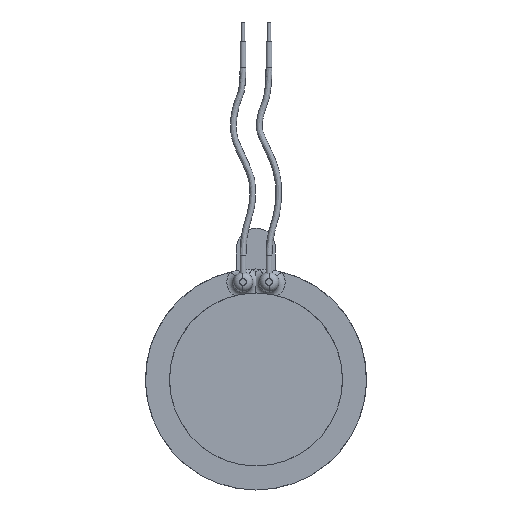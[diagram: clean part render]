
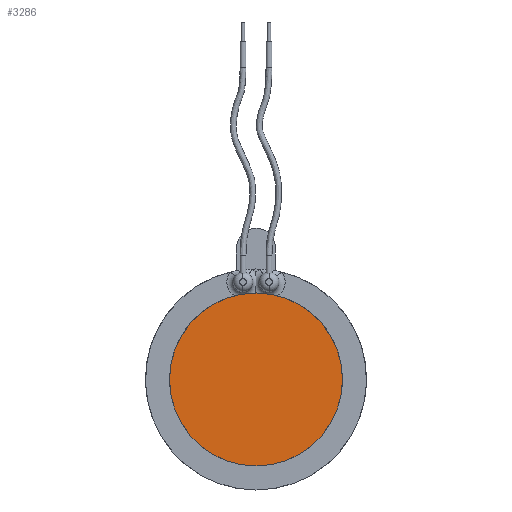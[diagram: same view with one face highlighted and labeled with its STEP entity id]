
A CAD part, front view. The second image highlights one B-rep face of the part: STEP entity #3286.
In plain terms, the highlighted planar face has unit normal (0, -1, 0).
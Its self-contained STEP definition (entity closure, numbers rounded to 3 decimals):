
#214 = AXIS2_PLACEMENT_3D ( 'NONE', #1706, #1446, #1417 ) ;
#330 = CIRCLE ( 'NONE', #687, 6.65 ) ;
#377 = DIRECTION ( 'NONE',  ( 0., -1., 0. ) ) ;
#459 = EDGE_CURVE ( 'NONE', #2621, #2403, #918, .T. ) ;
#687 = AXIS2_PLACEMENT_3D ( 'NONE', #1163, #2989, #1434 ) ;
#836 = CARTESIAN_POINT ( 'NONE',  ( 0., -0.95, 6.65 ) ) ;
#918 = CIRCLE ( 'NONE', #214, 6.65 ) ;
#1163 = CARTESIAN_POINT ( 'NONE',  ( 0., -0.95, 0. ) ) ;
#1417 = DIRECTION ( 'NONE',  ( 0., 0., -1. ) ) ;
#1434 = DIRECTION ( 'NONE',  ( 0., 0., -1. ) ) ;
#1446 = DIRECTION ( 'NONE',  ( 0., -1., 0. ) ) ;
#1706 = CARTESIAN_POINT ( 'NONE',  ( 0., -0.95, 0. ) ) ;
#1784 = PLANE ( 'NONE',  #2052 ) ;
#2010 = EDGE_CURVE ( 'NONE', #2403, #2621, #330, .T. ) ;
#2051 = CARTESIAN_POINT ( 'NONE',  ( 0., -0.95, 0. ) ) ;
#2052 = AXIS2_PLACEMENT_3D ( 'NONE', #2051, #377, #2298 ) ;
#2114 = ORIENTED_EDGE ( 'NONE', *, *, #2010, .T. ) ;
#2222 = CARTESIAN_POINT ( 'NONE',  ( 0., -0.95, -6.65 ) ) ;
#2298 = DIRECTION ( 'NONE',  ( 0., 0., -1. ) ) ;
#2377 = ORIENTED_EDGE ( 'NONE', *, *, #459, .T. ) ;
#2388 = EDGE_LOOP ( 'NONE', ( #2114, #2377 ) ) ;
#2403 = VERTEX_POINT ( 'NONE', #836 ) ;
#2621 = VERTEX_POINT ( 'NONE', #2222 ) ;
#2679 = FACE_OUTER_BOUND ( 'NONE', #2388, .T. ) ;
#2989 = DIRECTION ( 'NONE',  ( 0., -1., 0. ) ) ;
#3286 = ADVANCED_FACE ( 'NONE', ( #2679 ), #1784, .T. ) ;
